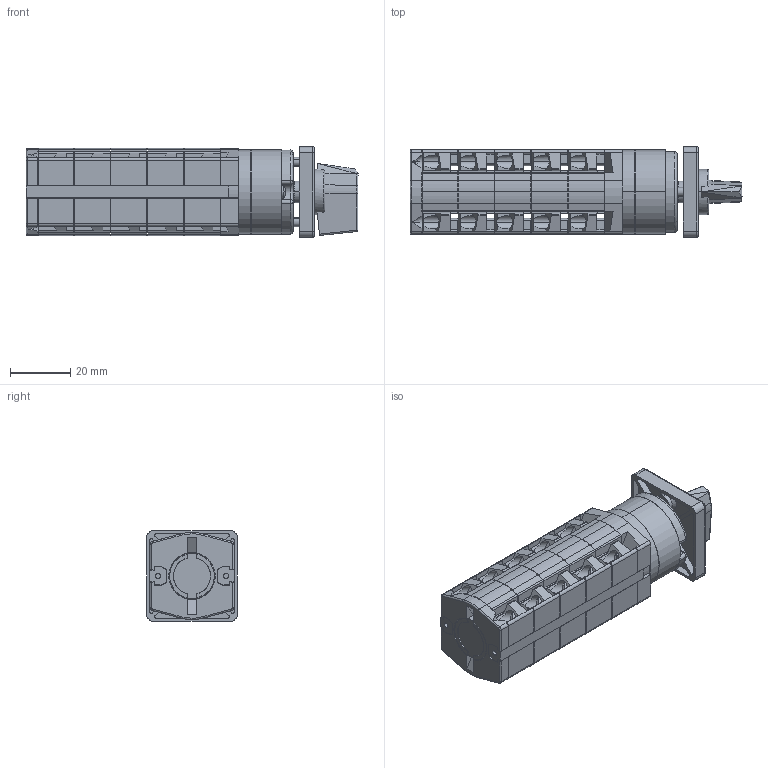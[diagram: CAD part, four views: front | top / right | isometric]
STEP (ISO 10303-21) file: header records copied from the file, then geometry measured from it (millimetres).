
FILE_DESCRIPTION (( 'STEP AP214' ), '1' );
FILE_NAME ('GF10-5EL-U.STEP', '2024-08-02T07:39:44', ( '' ), ( '' ), 'SwSTEP 2.0', 'SolidWorks 2019', '' );
FILE_SCHEMA (( 'AUTOMOTIVE_DESIGN' ));
Length unit declared in the file: millimetre
Products named in the file (19): VIJAK MANJI KOSI; 949869 - VIJAK DIN7981 A2,2X6,5 A2P - KRIZNI; B90223 TIJELO; B90228 GRANICNIK; Element_; B90220 CEONA PLOCA; PODLOGA A00; B90239 POKL.SKL.ELEM.; GF10-5EL-U; SPOJKA ZA 5 ELEM.; B90221 PREDNJA PLOCA; B90238 POKL.RAZDJ.URED.; B90270 CEP; B90212 RUCICA; 938755 - VIJAK DIN7981 A2,2X9,5 A2P - KRIZNI; B90230 KUCISTE; B90252 STRAZNJA PLOCA; B90224 MATICA UTISNA; B90218 OSOVINA
Assembly tree (27 placements, depth 2):
  GF10-5EL-U
    Element_  x5
    B90239 POKL.SKL.ELEM.
    B90252 STRAZNJA PLOCA
    SPOJKA ZA 5 ELEM.  x2
    B90270 CEP
    B90238 POKL.RAZDJ.URED.
    B90230 KUCISTE
    B90218 OSOVINA
    B90228 GRANICNIK
    949869 - VIJAK DIN7981 A2,2X6,5 A2P - KRIZNI  x2
    B90224 MATICA UTISNA  x2
    B90223 TIJELO
    B90212 RUCICA
    B90221 PREDNJA PLOCA
    B90220 CEONA PLOCA
    VIJAK MANJI KOSI  x2
    PODLOGA A00
    938755 - VIJAK DIN7981 A2,2X9,5 A2P - KRIZNI  x2
Bounding box: 110.37 x 30 x 30 mm (x, y, z)
Volume: 33225.4 mm3; surface area: 50793.2 mm2
Topology: 27 solids, 27 shells, 3590 faces, 9892 edges, 6373 vertices
Faces by surface type: plane 2232, cylinder 1088, cone 142, torus 67, bspline 57, sphere 4
Entity records: 60503 total; most frequent: CARTESIAN_POINT 12625, ORIENTED_EDGE 9974, DIRECTION 9950, EDGE_CURVE 4987, AXIS2_PLACEMENT_3D 3485, VERTEX_POINT 3212, VECTOR 2980, LINE 2980
